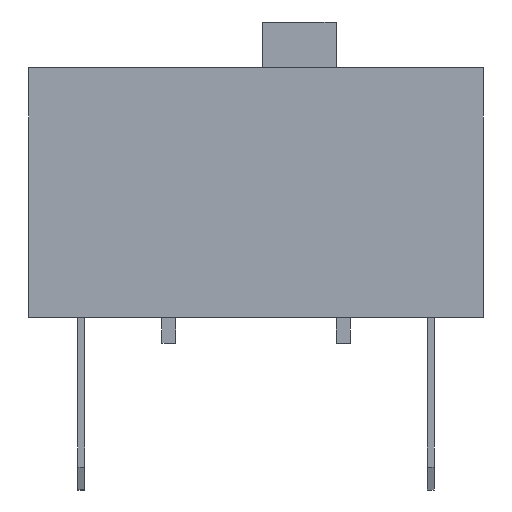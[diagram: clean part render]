
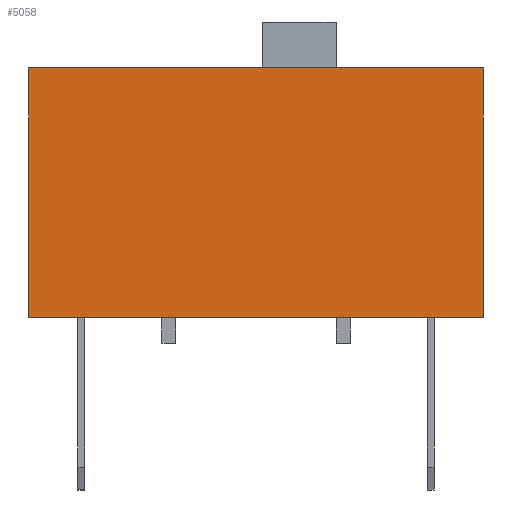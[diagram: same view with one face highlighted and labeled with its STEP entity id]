
A CAD part, left-side view. The second image highlights one B-rep face of the part: STEP entity #5058.
In plain terms, the highlighted planar face has unit normal (-1, 0, 0).
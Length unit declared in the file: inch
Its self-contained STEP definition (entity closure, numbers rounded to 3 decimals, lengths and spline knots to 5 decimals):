
#3005=CARTESIAN_POINT('',(-0.22677,0.19488,0.10709));
#3006=VERTEX_POINT('',#3005);
#3013=CARTESIAN_POINT('',(-0.22677,-0.19488,0.10709));
#3014=VERTEX_POINT('',#3013);
#3015=CARTESIAN_POINT('',(-0.22677,0.19488,0.10709));
#3016=DIRECTION('',(0.0,-1.0,0.0));
#3017=VECTOR('',#3016,0.38976);
#3018=LINE('',#3015,#3017);
#3019=EDGE_CURVE('',#3006,#3014,#3018,.T.);
#5028=CARTESIAN_POINT('',(-0.22677,-0.21437,0.1178));
#5029=DIRECTION('',(1.0,0.0,0.0));
#5030=DIRECTION('',(0.0,0.0,-1.0));
#5031=AXIS2_PLACEMENT_3D('',#5028,#5029,#5030);
#5032=PLANE('',#5031);
#5033=CARTESIAN_POINT('',(-0.22677,-0.19488,-0.10709));
#5034=VERTEX_POINT('',#5033);
#5035=CARTESIAN_POINT('',(-0.22677,-0.19488,0.10709));
#5036=DIRECTION('',(0.0,0.0,-1.0));
#5037=VECTOR('',#5036,0.21417);
#5038=LINE('',#5035,#5037);
#5039=EDGE_CURVE('',#3014,#5034,#5038,.T.);
#5040=ORIENTED_EDGE('',*,*,#5039,.F.);
#5041=ORIENTED_EDGE('',*,*,#3019,.F.);
#5042=CARTESIAN_POINT('',(-0.22677,0.19488,-0.10709));
#5043=VERTEX_POINT('',#5042);
#5044=CARTESIAN_POINT('',(-0.22677,0.19488,-0.10709));
#5045=DIRECTION('',(0.0,0.0,1.0));
#5046=VECTOR('',#5045,0.21417);
#5047=LINE('',#5044,#5046);
#5048=EDGE_CURVE('',#5043,#3006,#5047,.T.);
#5049=ORIENTED_EDGE('',*,*,#5048,.F.);
#5050=CARTESIAN_POINT('',(-0.22677,-0.19488,-0.10709));
#5051=DIRECTION('',(0.0,1.0,0.0));
#5052=VECTOR('',#5051,0.38976);
#5053=LINE('',#5050,#5052);
#5054=EDGE_CURVE('',#5034,#5043,#5053,.T.);
#5055=ORIENTED_EDGE('',*,*,#5054,.F.);
#5056=EDGE_LOOP('',(#5040,#5041,#5049,#5055));
#5057=FACE_OUTER_BOUND('',#5056,.T.);
#5058=ADVANCED_FACE('',(#5057),#5032,.F.);
